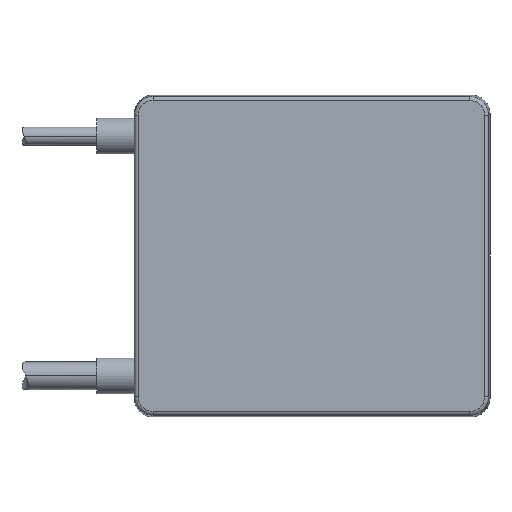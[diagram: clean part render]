
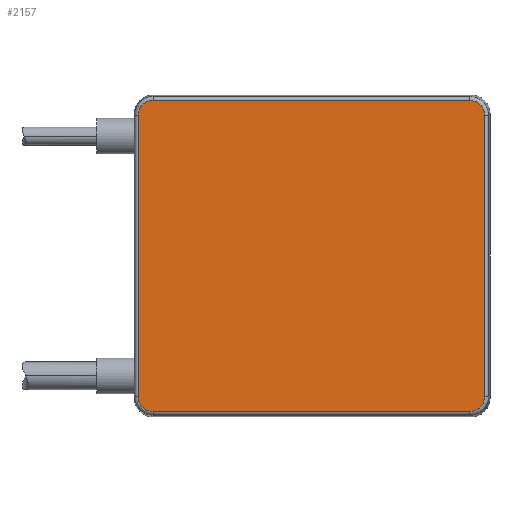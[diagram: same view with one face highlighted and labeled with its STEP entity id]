
A CAD part, front view. The second image highlights one B-rep face of the part: STEP entity #2157.
In plain terms, the highlighted planar face has unit normal (0, -1, 0).
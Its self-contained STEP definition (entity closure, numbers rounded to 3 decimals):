
#40=DIRECTION('',(-1.,0.,0.));
#41=VECTOR('',#40,84.564);
#42=CARTESIAN_POINT('',(69.731,-11.9,41.563));
#43=LINE('',#42,#41);
#44=CARTESIAN_POINT('',(73.73,-11.9,37.564));
#45=CARTESIAN_POINT('',(73.73,-11.9,37.828));
#46=CARTESIAN_POINT('',(73.679,-11.9,38.346));
#47=CARTESIAN_POINT('',(73.45,-11.9,39.104));
#48=CARTESIAN_POINT('',(73.078,-11.9,39.8));
#49=CARTESIAN_POINT('',(72.577,-11.9,40.411));
#50=CARTESIAN_POINT('',(71.966,-11.9,40.911));
#51=CARTESIAN_POINT('',(71.27,-11.9,41.283));
#52=CARTESIAN_POINT('',(70.512,-11.9,41.512));
#53=CARTESIAN_POINT('',(69.995,-11.9,41.563));
#54=CARTESIAN_POINT('',(69.731,-11.9,41.563));
#56=DIRECTION('',(0.,0.,1.));
#57=VECTOR('',#56,75.128);
#58=CARTESIAN_POINT('',(73.73,-11.9,-37.564));
#59=LINE('',#58,#57);
#60=CARTESIAN_POINT('',(69.731,-11.9,-41.563));
#61=CARTESIAN_POINT('',(69.995,-11.9,-41.563));
#62=CARTESIAN_POINT('',(70.513,-11.9,-41.512));
#63=CARTESIAN_POINT('',(71.271,-11.9,-41.283));
#64=CARTESIAN_POINT('',(71.967,-11.9,-40.911));
#65=CARTESIAN_POINT('',(72.577,-11.9,-40.41));
#66=CARTESIAN_POINT('',(73.078,-11.9,-39.8));
#67=CARTESIAN_POINT('',(73.45,-11.9,-39.104));
#68=CARTESIAN_POINT('',(73.679,-11.9,-38.346));
#69=CARTESIAN_POINT('',(73.73,-11.9,-37.828));
#70=CARTESIAN_POINT('',(73.73,-11.9,-37.564));
#72=DIRECTION('',(1.,0.,0.));
#73=VECTOR('',#72,84.564);
#74=CARTESIAN_POINT('',(-14.833,-11.9,-41.563));
#75=LINE('',#74,#73);
#76=CARTESIAN_POINT('',(-18.833,-11.9,-37.563));
#77=CARTESIAN_POINT('',(-18.833,-11.9,-37.827));
#78=CARTESIAN_POINT('',(-18.782,-11.9,-38.345));
#79=CARTESIAN_POINT('',(-18.553,-11.9,-39.103));
#80=CARTESIAN_POINT('',(-18.181,-11.9,-39.8));
#81=CARTESIAN_POINT('',(-17.68,-11.9,-40.41));
#82=CARTESIAN_POINT('',(-17.069,-11.9,-40.911));
#83=CARTESIAN_POINT('',(-16.373,-11.9,-41.283));
#84=CARTESIAN_POINT('',(-15.615,-11.9,-41.512));
#85=CARTESIAN_POINT('',(-15.098,-11.9,-41.563));
#86=CARTESIAN_POINT('',(-14.833,-11.9,-41.563));
#88=DIRECTION('',(0.,0.,-1.));
#89=VECTOR('',#88,75.126);
#90=CARTESIAN_POINT('',(-18.833,-11.9,37.563));
#91=LINE('',#90,#89);
#92=CARTESIAN_POINT('',(-14.833,-11.9,41.563));
#93=CARTESIAN_POINT('',(-15.098,-11.9,41.563));
#94=CARTESIAN_POINT('',(-15.616,-11.9,41.512));
#95=CARTESIAN_POINT('',(-16.374,-11.9,41.283));
#96=CARTESIAN_POINT('',(-17.07,-11.9,40.911));
#97=CARTESIAN_POINT('',(-17.68,-11.9,40.41));
#98=CARTESIAN_POINT('',(-18.181,-11.9,39.799));
#99=CARTESIAN_POINT('',(-18.553,-11.9,39.103));
#100=CARTESIAN_POINT('',(-18.782,-11.9,38.345));
#101=CARTESIAN_POINT('',(-18.833,-11.9,37.827));
#102=CARTESIAN_POINT('',(-18.833,-11.9,37.563));
#1865=CARTESIAN_POINT('',(69.731,-11.9,41.563));
#1866=CARTESIAN_POINT('',(-14.833,-11.9,41.563));
#1867=VERTEX_POINT('',#1865);
#1868=VERTEX_POINT('',#1866);
#1873=VERTEX_POINT('',#102);
#1875=CARTESIAN_POINT('',(-18.833,-11.9,-37.563));
#1876=VERTEX_POINT('',#1875);
#1877=VERTEX_POINT('',#86);
#1880=CARTESIAN_POINT('',(69.731,-11.9,
-41.563));
#1881=VERTEX_POINT('',#1880);
#2066=VERTEX_POINT('',#70);
#2068=CARTESIAN_POINT('',(73.73,-11.9,37.564));
#2069=VERTEX_POINT('',#2068);
#2135=CARTESIAN_POINT('',(27.667,-11.9,0.));
#2136=DIRECTION('',(0.,1.,0.));
#2137=DIRECTION('',(-1.,0.,0.));
#2138=AXIS2_PLACEMENT_3D('',#2135,#2136,#2137);
#2139=PLANE('',#2138);
#2141=ORIENTED_EDGE('',*,*,#2140,.F.);
#2143=ORIENTED_EDGE('',*,*,#2142,.F.);
#2145=ORIENTED_EDGE('',*,*,#2144,.F.);
#2147=ORIENTED_EDGE('',*,*,#2146,.F.);
#2149=ORIENTED_EDGE('',*,*,#2148,.F.);
#2151=ORIENTED_EDGE('',*,*,#2150,.F.);
#2153=ORIENTED_EDGE('',*,*,#2152,.F.);
#2154=ORIENTED_EDGE('',*,*,#2117,.F.);
#2155=EDGE_LOOP('',(#2141,#2143,#2145,#2147,#2149,#2151,#2153,#2154));
#2156=FACE_OUTER_BOUND('',#2155,.F.);
#2157=ADVANCED_FACE('',(#2156),#2139,.F.);
#55=B_SPLINE_CURVE_WITH_KNOTS('',3,(#44,#45,#46,#47,#48,#49,#50,#51,#52,#53,
#54),.UNSPECIFIED.,.F.,.F.,(4,1,1,1,1,1,1,1,4),(0.,0.125,0.25,0.375,
0.5,0.625,0.75,0.875,1.),.UNSPECIFIED.);
#71=B_SPLINE_CURVE_WITH_KNOTS('',3,(#60,#61,#62,#63,#64,#65,#66,#67,#68,#69,
#70),.UNSPECIFIED.,.F.,.F.,(4,1,1,1,1,1,1,1,4),(0.,0.125,0.25,0.375,
0.5,0.625,0.75,0.875,1.),.UNSPECIFIED.);
#87=B_SPLINE_CURVE_WITH_KNOTS('',3,(#76,#77,#78,#79,#80,#81,#82,#83,#84,#85,
#86),.UNSPECIFIED.,.F.,.F.,(4,1,1,1,1,1,1,1,4),(0.,0.125,0.25,0.375,
0.5,0.625,0.75,0.875,1.),.UNSPECIFIED.);
#103=B_SPLINE_CURVE_WITH_KNOTS('',3,(#92,#93,#94,#95,#96,#97,#98,#99,#100,#101,
#102),.UNSPECIFIED.,.F.,.F.,(4,1,1,1,1,1,1,1,4),(0.,0.125,0.25,0.375,
0.5,0.625,0.75,0.875,1.),.UNSPECIFIED.);
#2117=EDGE_CURVE('',#1868,#1873,#103,.T.);
#2140=EDGE_CURVE('',#1867,#1868,#43,.T.);
#2142=EDGE_CURVE('',#2069,#1867,#55,.T.);
#2144=EDGE_CURVE('',#2066,#2069,#59,.T.);
#2146=EDGE_CURVE('',#1881,#2066,#71,.T.);
#2148=EDGE_CURVE('',#1877,#1881,#75,.T.);
#2150=EDGE_CURVE('',#1876,#1877,#87,.T.);
#2152=EDGE_CURVE('',#1873,#1876,#91,.T.);
